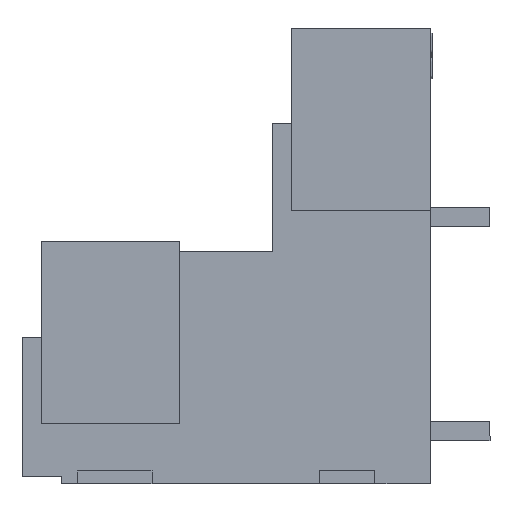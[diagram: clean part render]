
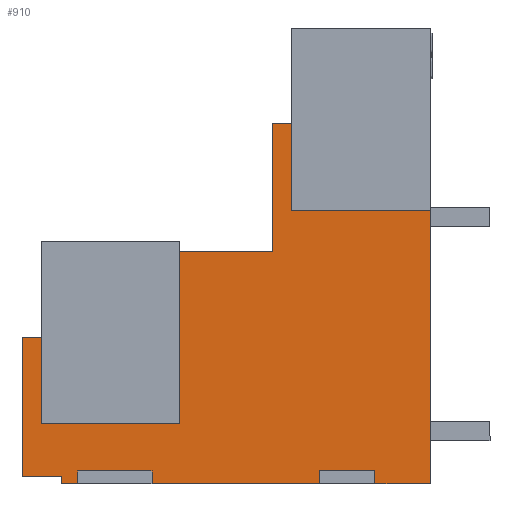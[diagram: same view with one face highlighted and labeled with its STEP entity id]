
A CAD part, left-side view. The second image highlights one B-rep face of the part: STEP entity #910.
In plain terms, the highlighted planar face has unit normal (-1, 0, 0).
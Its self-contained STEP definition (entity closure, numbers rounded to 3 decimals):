
#753=AXIS2_PLACEMENT_3D('Plane Axis2P3D',#750,#751,#752) ;
#108=CARTESIAN_POINT('Vertex',(0.7,16.725,3.25)) ;
#111=CARTESIAN_POINT('Line Origine',(0.7,16.725,7.875)) ;
#115=CARTESIAN_POINT('Vertex',(0.7,16.725,12.5)) ;
#419=CARTESIAN_POINT('Line Origine',(0.7,24.175,5.575)) ;
#423=CARTESIAN_POINT('Vertex',(0.7,24.175,7.9)) ;
#425=CARTESIAN_POINT('Vertex',(0.7,24.175,3.25)) ;
#738=CARTESIAN_POINT('Line Origine',(0.7,20.45,3.25)) ;
#750=CARTESIAN_POINT('Axis2P3D Location',(0.7,3.2,0.4)) ;
#755=CARTESIAN_POINT('Line Origine',(0.7,13.7,0.)) ;
#759=CARTESIAN_POINT('Vertex',(0.7,18.2,0.)) ;
#761=CARTESIAN_POINT('Vertex',(0.7,9.2,0.)) ;
#764=CARTESIAN_POINT('Line Origine',(0.7,9.2,0.35)) ;
#768=CARTESIAN_POINT('Vertex',(0.7,9.2,0.7)) ;
#771=CARTESIAN_POINT('Line Origine',(0.7,7.7,0.7)) ;
#775=CARTESIAN_POINT('Vertex',(0.7,6.2,0.7)) ;
#778=CARTESIAN_POINT('Line Origine',(0.7,6.2,0.35)) ;
#782=CARTESIAN_POINT('Vertex',(0.7,6.2,0.)) ;
#785=CARTESIAN_POINT('Line Origine',(0.7,4.7,0.)) ;
#789=CARTESIAN_POINT('Vertex',(0.7,3.2,0.)) ;
#792=CARTESIAN_POINT('Line Origine',(0.7,3.2,7.375)) ;
#796=CARTESIAN_POINT('Vertex',(0.7,3.2,14.75)) ;
#799=CARTESIAN_POINT('Line Origine',(0.7,6.95,14.75)) ;
#803=CARTESIAN_POINT('Vertex',(0.7,10.7,14.75)) ;
#806=CARTESIAN_POINT('Line Origine',(0.7,10.7,17.075)) ;
#810=CARTESIAN_POINT('Vertex',(0.7,10.7,19.4)) ;
#813=CARTESIAN_POINT('Line Origine',(0.7,11.2,19.4)) ;
#817=CARTESIAN_POINT('Vertex',(0.7,11.7,19.4)) ;
#820=CARTESIAN_POINT('Line Origine',(0.7,11.7,15.95)) ;
#824=CARTESIAN_POINT('Vertex',(0.7,11.7,12.5)) ;
#827=CARTESIAN_POINT('Line Origine',(0.7,14.213,12.5)) ;
#832=CARTESIAN_POINT('Line Origine',(0.7,24.688,7.9)) ;
#836=CARTESIAN_POINT('Vertex',(0.7,25.2,7.9)) ;
#839=CARTESIAN_POINT('Line Origine',(0.7,25.2,4.15)) ;
#843=CARTESIAN_POINT('Vertex',(0.7,25.2,0.4)) ;
#846=CARTESIAN_POINT('Line Origine',(0.7,24.145,0.4)) ;
#850=CARTESIAN_POINT('Vertex',(0.7,23.09,0.4)) ;
#853=CARTESIAN_POINT('Line Origine',(0.7,23.09,0.2)) ;
#857=CARTESIAN_POINT('Vertex',(0.7,23.09,0.)) ;
#860=CARTESIAN_POINT('Line Origine',(0.7,22.645,0.)) ;
#864=CARTESIAN_POINT('Vertex',(0.7,22.2,0.)) ;
#867=CARTESIAN_POINT('Line Origine',(0.7,22.2,0.35)) ;
#871=CARTESIAN_POINT('Vertex',(0.7,22.2,0.7)) ;
#874=CARTESIAN_POINT('Line Origine',(0.7,20.2,0.7)) ;
#878=CARTESIAN_POINT('Vertex',(0.7,18.2,0.7)) ;
#881=CARTESIAN_POINT('Line Origine',(0.7,18.2,0.35)) ;
#112=DIRECTION('Vector Direction',(0.,0.,-1.)) ;
#420=DIRECTION('Vector Direction',(0.,0.,-1.)) ;
#739=DIRECTION('Vector Direction',(0.,-1.,0.)) ;
#751=DIRECTION('Axis2P3D Direction',(-1.,0.,0.)) ;
#752=DIRECTION('Axis2P3D XDirection',(0.,0.,-1.)) ;
#756=DIRECTION('Vector Direction',(0.,-1.,0.)) ;
#765=DIRECTION('Vector Direction',(0.,0.,1.)) ;
#772=DIRECTION('Vector Direction',(0.,1.,0.)) ;
#779=DIRECTION('Vector Direction',(0.,0.,1.)) ;
#786=DIRECTION('Vector Direction',(0.,-1.,0.)) ;
#793=DIRECTION('Vector Direction',(0.,0.,1.)) ;
#800=DIRECTION('Vector Direction',(0.,-1.,0.)) ;
#807=DIRECTION('Vector Direction',(0.,0.,-1.)) ;
#814=DIRECTION('Vector Direction',(0.,1.,0.)) ;
#821=DIRECTION('Vector Direction',(0.,0.,-1.)) ;
#828=DIRECTION('Vector Direction',(0.,1.,0.)) ;
#833=DIRECTION('Vector Direction',(0.,1.,0.)) ;
#840=DIRECTION('Vector Direction',(0.,0.,1.)) ;
#847=DIRECTION('Vector Direction',(0.,1.,0.)) ;
#854=DIRECTION('Vector Direction',(0.,0.,1.)) ;
#861=DIRECTION('Vector Direction',(0.,-1.,0.)) ;
#868=DIRECTION('Vector Direction',(0.,0.,1.)) ;
#875=DIRECTION('Vector Direction',(0.,1.,0.)) ;
#882=DIRECTION('Vector Direction',(0.,0.,1.)) ;
#113=VECTOR('Line Direction',#112,1.) ;
#421=VECTOR('Line Direction',#420,1.) ;
#740=VECTOR('Line Direction',#739,1.) ;
#757=VECTOR('Line Direction',#756,1.) ;
#766=VECTOR('Line Direction',#765,1.) ;
#773=VECTOR('Line Direction',#772,1.) ;
#780=VECTOR('Line Direction',#779,1.) ;
#787=VECTOR('Line Direction',#786,1.) ;
#794=VECTOR('Line Direction',#793,1.) ;
#801=VECTOR('Line Direction',#800,1.) ;
#808=VECTOR('Line Direction',#807,1.) ;
#815=VECTOR('Line Direction',#814,1.) ;
#822=VECTOR('Line Direction',#821,1.) ;
#829=VECTOR('Line Direction',#828,1.) ;
#834=VECTOR('Line Direction',#833,1.) ;
#841=VECTOR('Line Direction',#840,1.) ;
#848=VECTOR('Line Direction',#847,1.) ;
#855=VECTOR('Line Direction',#854,1.) ;
#862=VECTOR('Line Direction',#861,1.) ;
#869=VECTOR('Line Direction',#868,1.) ;
#876=VECTOR('Line Direction',#875,1.) ;
#883=VECTOR('Line Direction',#882,1.) ;
#887=ORIENTED_EDGE('',*,*,#763,.T.) ;
#888=ORIENTED_EDGE('',*,*,#770,.T.) ;
#889=ORIENTED_EDGE('',*,*,#777,.F.) ;
#890=ORIENTED_EDGE('',*,*,#784,.F.) ;
#891=ORIENTED_EDGE('',*,*,#791,.T.) ;
#892=ORIENTED_EDGE('',*,*,#798,.T.) ;
#893=ORIENTED_EDGE('',*,*,#805,.F.) ;
#894=ORIENTED_EDGE('',*,*,#812,.F.) ;
#895=ORIENTED_EDGE('',*,*,#819,.T.) ;
#896=ORIENTED_EDGE('',*,*,#826,.T.) ;
#897=ORIENTED_EDGE('',*,*,#831,.T.) ;
#898=ORIENTED_EDGE('',*,*,#117,.T.) ;
#899=ORIENTED_EDGE('',*,*,#742,.F.) ;
#900=ORIENTED_EDGE('',*,*,#427,.F.) ;
#901=ORIENTED_EDGE('',*,*,#838,.T.) ;
#902=ORIENTED_EDGE('',*,*,#845,.F.) ;
#903=ORIENTED_EDGE('',*,*,#852,.F.) ;
#904=ORIENTED_EDGE('',*,*,#859,.F.) ;
#905=ORIENTED_EDGE('',*,*,#866,.T.) ;
#906=ORIENTED_EDGE('',*,*,#873,.T.) ;
#907=ORIENTED_EDGE('',*,*,#880,.F.) ;
#908=ORIENTED_EDGE('',*,*,#885,.F.) ;
#910=ADVANCED_FACE('HOUSING',(#909),#754,.T.) ;
#117=EDGE_CURVE('',#116,#109,#114,.T.) ;
#427=EDGE_CURVE('',#424,#426,#422,.T.) ;
#742=EDGE_CURVE('',#426,#109,#741,.T.) ;
#763=EDGE_CURVE('',#760,#762,#758,.T.) ;
#770=EDGE_CURVE('',#762,#769,#767,.T.) ;
#777=EDGE_CURVE('',#776,#769,#774,.T.) ;
#784=EDGE_CURVE('',#783,#776,#781,.T.) ;
#791=EDGE_CURVE('',#783,#790,#788,.T.) ;
#798=EDGE_CURVE('',#790,#797,#795,.T.) ;
#805=EDGE_CURVE('',#804,#797,#802,.T.) ;
#812=EDGE_CURVE('',#811,#804,#809,.T.) ;
#819=EDGE_CURVE('',#811,#818,#816,.T.) ;
#826=EDGE_CURVE('',#818,#825,#823,.T.) ;
#831=EDGE_CURVE('',#825,#116,#830,.T.) ;
#838=EDGE_CURVE('',#424,#837,#835,.T.) ;
#845=EDGE_CURVE('',#844,#837,#842,.T.) ;
#852=EDGE_CURVE('',#851,#844,#849,.T.) ;
#859=EDGE_CURVE('',#858,#851,#856,.T.) ;
#866=EDGE_CURVE('',#858,#865,#863,.T.) ;
#873=EDGE_CURVE('',#865,#872,#870,.T.) ;
#880=EDGE_CURVE('',#879,#872,#877,.T.) ;
#885=EDGE_CURVE('',#760,#879,#884,.T.) ;
#886=EDGE_LOOP('',(#887,#888,#889,#890,#891,#892,#893,#894,#895,#896,#897,#898,#899,#900,#901,#902,#903,#904,#905,#906,#907,#908)) ;
#909=FACE_OUTER_BOUND('',#886,.T.) ;
#114=LINE('Line',#111,#113) ;
#422=LINE('Line',#419,#421) ;
#741=LINE('Line',#738,#740) ;
#758=LINE('Line',#755,#757) ;
#767=LINE('Line',#764,#766) ;
#774=LINE('Line',#771,#773) ;
#781=LINE('Line',#778,#780) ;
#788=LINE('Line',#785,#787) ;
#795=LINE('Line',#792,#794) ;
#802=LINE('Line',#799,#801) ;
#809=LINE('Line',#806,#808) ;
#816=LINE('Line',#813,#815) ;
#823=LINE('Line',#820,#822) ;
#830=LINE('Line',#827,#829) ;
#835=LINE('Line',#832,#834) ;
#842=LINE('Line',#839,#841) ;
#849=LINE('Line',#846,#848) ;
#856=LINE('Line',#853,#855) ;
#863=LINE('Line',#860,#862) ;
#870=LINE('Line',#867,#869) ;
#877=LINE('Line',#874,#876) ;
#884=LINE('Line',#881,#883) ;
#754=PLANE('',#753) ;
#109=VERTEX_POINT('',#108) ;
#116=VERTEX_POINT('',#115) ;
#424=VERTEX_POINT('',#423) ;
#426=VERTEX_POINT('',#425) ;
#760=VERTEX_POINT('',#759) ;
#762=VERTEX_POINT('',#761) ;
#769=VERTEX_POINT('',#768) ;
#776=VERTEX_POINT('',#775) ;
#783=VERTEX_POINT('',#782) ;
#790=VERTEX_POINT('',#789) ;
#797=VERTEX_POINT('',#796) ;
#804=VERTEX_POINT('',#803) ;
#811=VERTEX_POINT('',#810) ;
#818=VERTEX_POINT('',#817) ;
#825=VERTEX_POINT('',#824) ;
#837=VERTEX_POINT('',#836) ;
#844=VERTEX_POINT('',#843) ;
#851=VERTEX_POINT('',#850) ;
#858=VERTEX_POINT('',#857) ;
#865=VERTEX_POINT('',#864) ;
#872=VERTEX_POINT('',#871) ;
#879=VERTEX_POINT('',#878) ;
